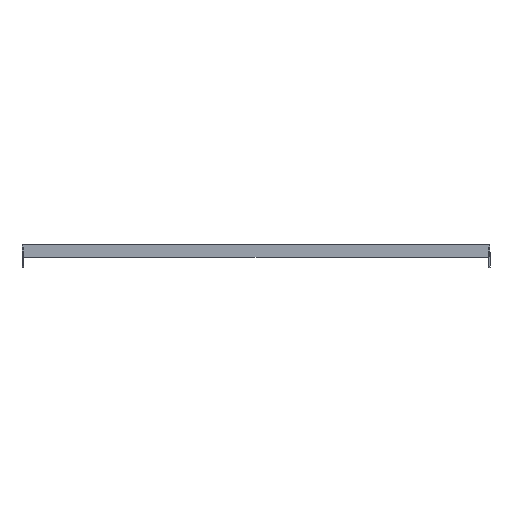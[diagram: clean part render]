
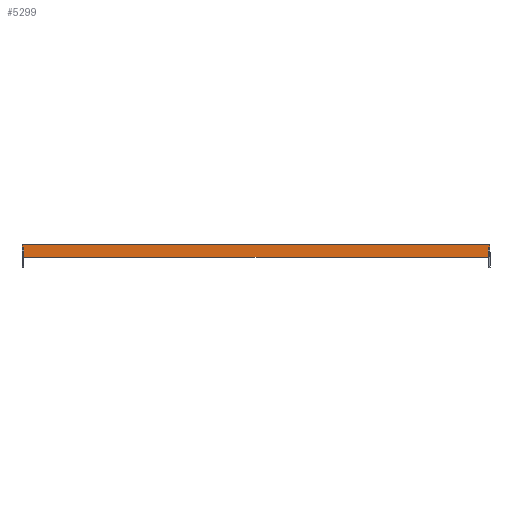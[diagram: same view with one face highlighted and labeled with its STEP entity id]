
A CAD part, top view. The second image highlights one B-rep face of the part: STEP entity #5299.
In plain terms, the highlighted planar face has unit normal (0, 0, 1).
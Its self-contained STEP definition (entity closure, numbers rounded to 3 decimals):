
#42 = EDGE_LOOP ( 'NONE', ( #8600, #3630, #746, #6178, #7493, #6440, #4845, #538 ) ) ;
#251 = DIRECTION ( 'NONE',  ( 0., -1., 0. ) ) ;
#412 = VERTEX_POINT ( 'NONE', #8098 ) ;
#437 = EDGE_CURVE ( 'NONE', #412, #8538, #6497, .T. ) ;
#492 = VERTEX_POINT ( 'NONE', #9111 ) ;
#538 = ORIENTED_EDGE ( 'NONE', *, *, #3687, .T. ) ;
#591 = CARTESIAN_POINT ( 'NONE',  ( 253.5, 0., 46. ) ) ;
#746 = ORIENTED_EDGE ( 'NONE', *, *, #802, .F. ) ;
#758 = CARTESIAN_POINT ( 'NONE',  ( 0., 0., 46. ) ) ;
#802 = EDGE_CURVE ( 'NONE', #9558, #412, #4551, .T. ) ;
#862 = DIRECTION ( 'NONE',  ( 0., -1., 0. ) ) ;
#1470 = AXIS2_PLACEMENT_3D ( 'NONE', #758, #10055, #8452 ) ;
#1672 = LINE ( 'NONE', #7886, #7248 ) ;
#1737 = VERTEX_POINT ( 'NONE', #5312 ) ;
#1919 = EDGE_CURVE ( 'NONE', #1737, #4999, #8521, .T. ) ;
#2294 = VERTEX_POINT ( 'NONE', #9799 ) ;
#2349 = CARTESIAN_POINT ( 'NONE',  ( -253.5, 0., 46. ) ) ;
#2443 = CARTESIAN_POINT ( 'NONE',  ( 251.5, -3., 46. ) ) ;
#2454 = VECTOR ( 'NONE', #862, 1000. ) ;
#2844 = VECTOR ( 'NONE', #251, 1000. ) ;
#2890 = DIRECTION ( 'NONE',  ( 0., 1., 0. ) ) ;
#2998 = LINE ( 'NONE', #7134, #3363 ) ;
#3034 = PLANE ( 'NONE',  #1470 ) ;
#3363 = VECTOR ( 'NONE', #9579, 1000. ) ;
#3630 = ORIENTED_EDGE ( 'NONE', *, *, #437, .F. ) ;
#3687 = EDGE_CURVE ( 'NONE', #6789, #492, #4741, .T. ) ;
#3877 = VECTOR ( 'NONE', #5021, 1000. ) ;
#3921 = CARTESIAN_POINT ( 'NONE',  ( -251.5, -14., 46. ) ) ;
#3939 = EDGE_CURVE ( 'NONE', #6789, #2294, #9684, .T. ) ;
#4057 = CARTESIAN_POINT ( 'NONE',  ( 251.5, 0., 46. ) ) ;
#4094 = DIRECTION ( 'NONE',  ( 0., -1., 0. ) ) ;
#4347 = DIRECTION ( 'NONE',  ( 1., 0., 0. ) ) ;
#4470 = VECTOR ( 'NONE', #2890, 1000. ) ;
#4510 = EDGE_CURVE ( 'NONE', #1737, #9558, #1672, .T. ) ;
#4551 = LINE ( 'NONE', #8809, #2844 ) ;
#4741 = LINE ( 'NONE', #7338, #3877 ) ;
#4839 = EDGE_CURVE ( 'NONE', #2294, #4999, #2998, .T. ) ;
#4845 = ORIENTED_EDGE ( 'NONE', *, *, #3939, .F. ) ;
#4999 = VERTEX_POINT ( 'NONE', #9777 ) ;
#5021 = DIRECTION ( 'NONE',  ( 1., 0., 0. ) ) ;
#5034 = CARTESIAN_POINT ( 'NONE',  ( 251.5, -3., 46. ) ) ;
#5299 = ADVANCED_FACE ( 'NONE', ( #5538 ), #3034, .F. ) ;
#5312 = CARTESIAN_POINT ( 'NONE',  ( -253.5, 0., 46. ) ) ;
#5538 = FACE_OUTER_BOUND ( 'NONE', #42, .T. ) ;
#5738 = DIRECTION ( 'NONE',  ( -1., 0., 0. ) ) ;
#6053 = CARTESIAN_POINT ( 'NONE',  ( -251.5, 0., 46. ) ) ;
#6114 = VECTOR ( 'NONE', #4094, 1000. ) ;
#6178 = ORIENTED_EDGE ( 'NONE', *, *, #4510, .F. ) ;
#6440 = ORIENTED_EDGE ( 'NONE', *, *, #4839, .F. ) ;
#6497 = LINE ( 'NONE', #5034, #8067 ) ;
#6789 = VERTEX_POINT ( 'NONE', #3921 ) ;
#7134 = CARTESIAN_POINT ( 'NONE',  ( -251.5, -3., 46. ) ) ;
#7248 = VECTOR ( 'NONE', #4347, 1000. ) ;
#7338 = CARTESIAN_POINT ( 'NONE',  ( -271.939, -14., 46. ) ) ;
#7493 = ORIENTED_EDGE ( 'NONE', *, *, #1919, .T. ) ;
#7886 = CARTESIAN_POINT ( 'NONE',  ( -271.939, 0., 46. ) ) ;
#8067 = VECTOR ( 'NONE', #5738, 1000. ) ;
#8098 = CARTESIAN_POINT ( 'NONE',  ( 253.5, -3., 46. ) ) ;
#8409 = LINE ( 'NONE', #4057, #6114 ) ;
#8452 = DIRECTION ( 'NONE',  ( 0., 1., 0. ) ) ;
#8521 = LINE ( 'NONE', #2349, #2454 ) ;
#8538 = VERTEX_POINT ( 'NONE', #2443 ) ;
#8600 = ORIENTED_EDGE ( 'NONE', *, *, #9927, .F. ) ;
#8809 = CARTESIAN_POINT ( 'NONE',  ( 253.5, 0., 46. ) ) ;
#9111 = CARTESIAN_POINT ( 'NONE',  ( 251.5, -14., 46. ) ) ;
#9558 = VERTEX_POINT ( 'NONE', #591 ) ;
#9579 = DIRECTION ( 'NONE',  ( -1., 0., 0. ) ) ;
#9684 = LINE ( 'NONE', #6053, #4470 ) ;
#9777 = CARTESIAN_POINT ( 'NONE',  ( -253.5, -3., 46. ) ) ;
#9799 = CARTESIAN_POINT ( 'NONE',  ( -251.5, -3., 46. ) ) ;
#9927 = EDGE_CURVE ( 'NONE', #8538, #492, #8409, .T. ) ;
#10055 = DIRECTION ( 'NONE',  ( 0., 0., -1. ) ) ;
